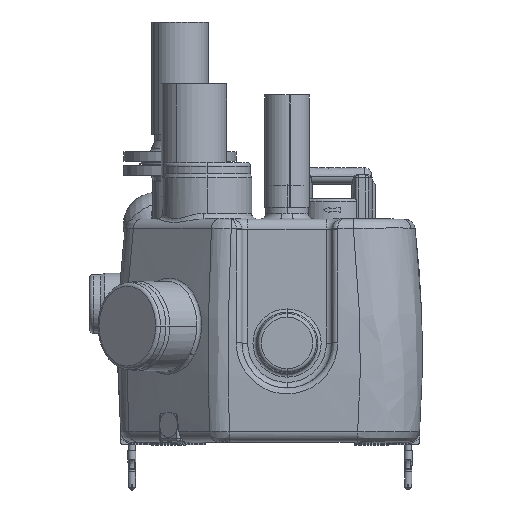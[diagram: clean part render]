
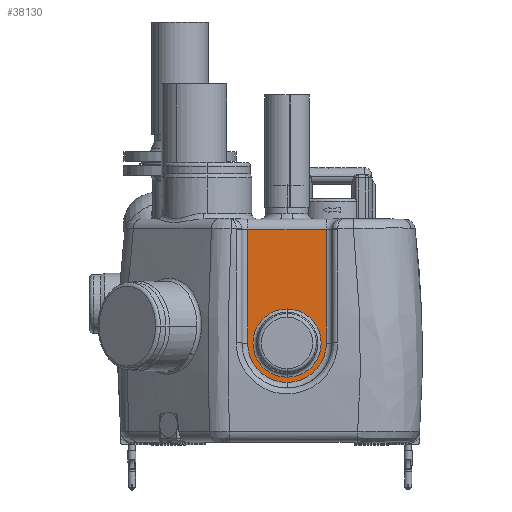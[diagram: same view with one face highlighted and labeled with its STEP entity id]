
A CAD part, top view. The second image highlights one B-rep face of the part: STEP entity #38130.
In plain terms, the highlighted planar face has unit normal (0, 0, 1).
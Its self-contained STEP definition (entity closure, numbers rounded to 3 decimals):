
#17606 = CARTESIAN_POINT ( 'NONE',  ( 25., 19., 255. ) ) ;
#17607 = DIRECTION ( 'NONE',  ( 0., 0., -1. ) ) ;
#17608 = DIRECTION ( 'NONE',  ( 0., 1., 0. ) ) ;
#17739 = CIRCLE ( 'NONE', #17742, 60.5 ) ;
#17742 = AXIS2_PLACEMENT_3D ( 'NONE', #17606, #17607, #17608 ) ;
#17972 = CIRCLE ( 'NONE', #17979, 69.87 ) ;
#17979 = AXIS2_PLACEMENT_3D ( 'NONE', #19350, #19351, #19352 ) ;
#19350 = CARTESIAN_POINT ( 'NONE',  ( 25., 19., 255. ) ) ;
#19351 = DIRECTION ( 'NONE',  ( 0., 0., 1. ) ) ;
#19352 = DIRECTION ( 'NONE',  ( 0., -1., 0. ) ) ;
#26025 = CARTESIAN_POINT ( 'NONE',  ( 25., 79.5, 255. ) ) ;
#26117 = CARTESIAN_POINT ( 'NONE',  ( -44.87, 220., 255. ) ) ;
#26138 = CARTESIAN_POINT ( 'NONE',  ( -44.87, 19., 255. ) ) ;
#26195 = CARTESIAN_POINT ( 'NONE',  ( 25., -50.87, 255. ) ) ;
#26226 = CARTESIAN_POINT ( 'NONE',  ( 94.87, 19., 255. ) ) ;
#26425 = CARTESIAN_POINT ( 'NONE',  ( 25., -41.5, 255. ) ) ;
#32439 = EDGE_LOOP ( 'NONE', ( #51018, #51020, #51022, #51024, #51026 ) ) ;
#32448 = EDGE_LOOP ( 'NONE', ( #51014, #51016 ) ) ;
#33252 = FACE_BOUND ( 'NONE', #32448, .T. ) ;
#33267 = FACE_OUTER_BOUND ( 'NONE', #32439, .T. ) ;
#33268 = PLANE ( 'NONE',  #33601 ) ;
#33277 = CARTESIAN_POINT ( 'NONE',  ( -44.87, 220., 255. ) ) ;
#33278 = DIRECTION ( 'NONE',  ( 0., 0., 1. ) ) ;
#33279 = DIRECTION ( 'NONE',  ( 0., -1., 0. ) ) ;
#33601 = AXIS2_PLACEMENT_3D ( 'NONE', #33277, #33278, #33279 ) ;
#36252 = CARTESIAN_POINT ( 'NONE',  ( 94.87, 220., 255. ) ) ;
#38130 = ADVANCED_FACE ( 'NONE', ( #33252, #33267 ), #33268, .T. ) ;
#40290 = CIRCLE ( 'NONE', #40298, 60.5 ) ;
#40298 = AXIS2_PLACEMENT_3D ( 'NONE', #43445, #43446, #43447 ) ;
#40306 = AXIS2_PLACEMENT_3D ( 'NONE', #43459, #43460, #43461 ) ;
#40307 = CIRCLE ( 'NONE', #40306, 69.87 ) ;
#40315 = VECTOR ( 'NONE', #43484, 1000. ) ;
#43445 = CARTESIAN_POINT ( 'NONE',  ( 25., 19., 255. ) ) ;
#43446 = DIRECTION ( 'NONE',  ( 0., 0., -1. ) ) ;
#43447 = DIRECTION ( 'NONE',  ( 0., 1., 0. ) ) ;
#43459 = CARTESIAN_POINT ( 'NONE',  ( 25., 19., 255. ) ) ;
#43460 = DIRECTION ( 'NONE',  ( 0., 0., 1. ) ) ;
#43461 = DIRECTION ( 'NONE',  ( 0., -1., 0. ) ) ;
#43476 = CARTESIAN_POINT ( 'NONE',  ( -44.87, 83.211, 255. ) ) ;
#43479 = LINE ( 'NONE', #43476, #40315 ) ;
#43484 = DIRECTION ( 'NONE',  ( 0., -1., 0. ) ) ;
#44734 = VECTOR ( 'NONE', #45930, 1000. ) ;
#44736 = VECTOR ( 'NONE', #45929, 1000. ) ;
#45908 = CARTESIAN_POINT ( 'NONE',  ( 25., 220., 255. ) ) ;
#45926 = LINE ( 'NONE', #45908, #44734 ) ;
#45927 = LINE ( 'NONE', #45928, #44736 ) ;
#45928 = CARTESIAN_POINT ( 'NONE',  ( 94.87, 119.5, 255. ) ) ;
#45929 = DIRECTION ( 'NONE',  ( 0., -1., 0. ) ) ;
#45930 = DIRECTION ( 'NONE',  ( 1., 0., 0. ) ) ;
#47863 = VERTEX_POINT ( 'NONE', #36252 ) ;
#51014 = ORIENTED_EDGE ( 'NONE', *, *, #51990, .T. ) ;
#51016 = ORIENTED_EDGE ( 'NONE', *, *, #56545, .T. ) ;
#51018 = ORIENTED_EDGE ( 'NONE', *, *, #51992, .T. ) ;
#51020 = ORIENTED_EDGE ( 'NONE', *, *, #56817, .T. ) ;
#51022 = ORIENTED_EDGE ( 'NONE', *, *, #52161, .F. ) ;
#51024 = ORIENTED_EDGE ( 'NONE', *, *, #52162, .F. ) ;
#51026 = ORIENTED_EDGE ( 'NONE', *, *, #51996, .T. ) ;
#51990 = EDGE_CURVE ( 'NONE', #64353, #65179, #40290, .T. ) ;
#51992 = EDGE_CURVE ( 'NONE', #64466, #64527, #40307, .T. ) ;
#51996 = EDGE_CURVE ( 'NONE', #64447, #64466, #43479, .T. ) ;
#52161 = EDGE_CURVE ( 'NONE', #47863, #64555, #45927, .T. ) ;
#52162 = EDGE_CURVE ( 'NONE', #64447, #47863, #45926, .T. ) ;
#56545 = EDGE_CURVE ( 'NONE', #65179, #64353, #17739, .T. ) ;
#56817 = EDGE_CURVE ( 'NONE', #64527, #64555, #17972, .T. ) ;
#64353 = VERTEX_POINT ( 'NONE', #26025 ) ;
#64447 = VERTEX_POINT ( 'NONE', #26117 ) ;
#64466 = VERTEX_POINT ( 'NONE', #26138 ) ;
#64527 = VERTEX_POINT ( 'NONE', #26195 ) ;
#64555 = VERTEX_POINT ( 'NONE', #26226 ) ;
#65179 = VERTEX_POINT ( 'NONE', #26425 ) ;
